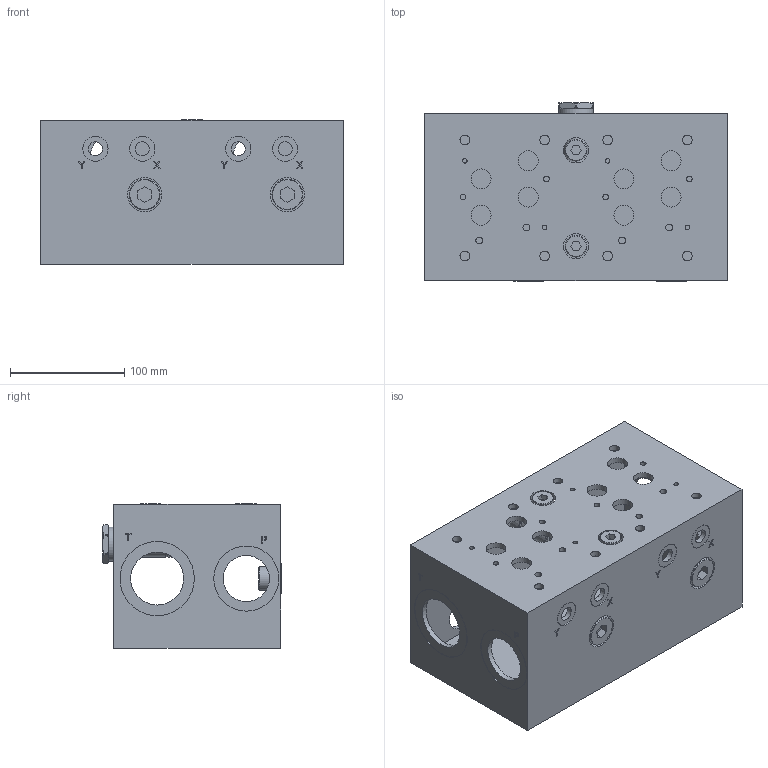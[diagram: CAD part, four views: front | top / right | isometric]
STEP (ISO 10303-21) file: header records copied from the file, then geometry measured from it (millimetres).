
FILE_DESCRIPTION(/* description */ ('Unknown'),/* implementation_level */ '2;1');
FILE_NAME(/* name */ '4_4060200050 CUSTOMER',/* time_stamp */ '2018-03-15T10:38:34+01:00',/* author */ ('Unknown'),/* organization */ ('Unknown'),/* preprocessor_version */ 'ST-DEVELOPER v16.7',/* originating_system */ 'DEX',/* authorisation */ $);
FILE_SCHEMA (('AUTOMOTIVE_DESIGN {1 0 10303 214 3 1 1}'));
Length unit declared in the file: millimetre
Products named in the file (9): 4_4060200050 CUSTOMER; 424060202050 CUSTOMER; Tappo_Ex_Inc_12_con or; Tappo_Ex_Inc_14 con or; D5120511000000; DM2970206_1; SR115; OR_2093; OR_3068
Assembly tree (10 placements, depth 3):
  4_4060200050 CUSTOMER
    424060202050 CUSTOMER
    Tappo_Ex_Inc_12_con or  x2
    Tappo_Ex_Inc_14 con or  x2
    D5120511000000
      DM2970206_1
      SR115
      OR_2093
      OR_3068
Bounding box: 265 x 156 x 126.5 mm (x, y, z)
Volume: 820988.4 mm3; surface area: 340888 mm2
Topology: 9 solids, 9 shells, 404 faces, 1035 edges, 697 vertices
Faces by surface type: plane 220, cylinder 89, bspline 58, cone 32, torus 5
Full cylindrical faces by diameter (mm): 4 x4, 5 x4, 6 x4, 8.5 x8, 10 x2, 10.2 x4, 12 x2, 12.301 x4, 17.5 x9, 17.83 x1, 19 x4, 20.95 x2, 22 x6, 22.19 x1, 22.4 x2, 23.9 x1, 24 x1, 26.441 x1, 27 x3, 30 x3, 30.291 x4, 33 x1, 40.431 x2, 46 x4, 46.324 x2, 57 x2, 65 x2
Entity records: 13929 total; most frequent: CARTESIAN_POINT 3087, ORIENTED_EDGE 1630, DIRECTION 1514, EDGE_CURVE 815, FACE_BOUND 604, EDGE_LOOP 602, VERTEX_POINT 599, AXIS2_PLACEMENT_3D 518
